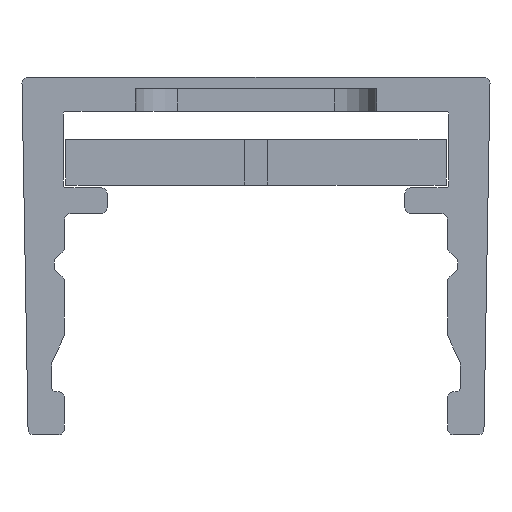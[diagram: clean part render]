
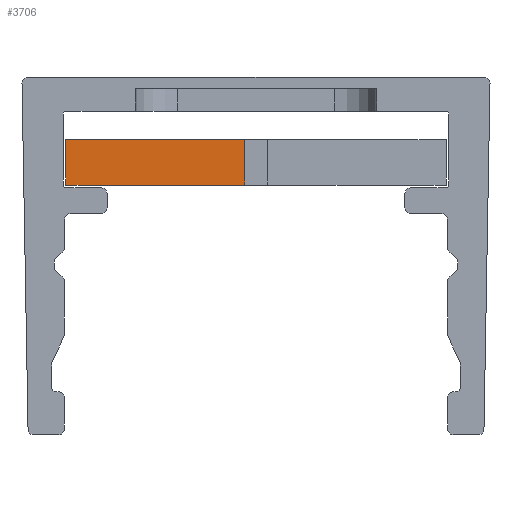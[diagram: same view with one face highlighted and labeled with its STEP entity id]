
A CAD part, front view. The second image highlights one B-rep face of the part: STEP entity #3706.
In plain terms, the highlighted planar face has unit normal (0, -1, 0).
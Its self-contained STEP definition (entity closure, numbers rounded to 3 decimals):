
#360=FACE_OUTER_BOUND('',#542,.T.);
#542=EDGE_LOOP('',(#3148,#3149,#3150,#3151,#3152,#3153));
#893=LINE('',#5913,#1293);
#913=LINE('',#5952,#1313);
#935=LINE('',#6008,#1335);
#936=LINE('',#6010,#1336);
#937=LINE('',#6012,#1337);
#938=LINE('',#6013,#1338);
#1293=VECTOR('',#4878,10.);
#1313=VECTOR('',#4914,10.);
#1335=VECTOR('',#4968,10.);
#1336=VECTOR('',#4969,10.);
#1337=VECTOR('',#4970,10.);
#1338=VECTOR('',#4971,10.);
#1662=VERTEX_POINT('',#5910);
#1663=VERTEX_POINT('',#5912);
#1674=VERTEX_POINT('',#5950);
#1692=VERTEX_POINT('',#6007);
#1693=VERTEX_POINT('',#6009);
#1694=VERTEX_POINT('',#6011);
#2147=EDGE_CURVE('',#1663,#1662,#893,.T.);
#2167=EDGE_CURVE('',#1662,#1674,#913,.T.);
#2195=EDGE_CURVE('',#1674,#1692,#935,.T.);
#2196=EDGE_CURVE('',#1692,#1693,#936,.T.);
#2197=EDGE_CURVE('',#1693,#1694,#937,.T.);
#2198=EDGE_CURVE('',#1694,#1663,#938,.T.);
#3148=ORIENTED_EDGE('',*,*,#2167,.T.);
#3149=ORIENTED_EDGE('',*,*,#2195,.T.);
#3150=ORIENTED_EDGE('',*,*,#2196,.T.);
#3151=ORIENTED_EDGE('',*,*,#2197,.T.);
#3152=ORIENTED_EDGE('',*,*,#2198,.T.);
#3153=ORIENTED_EDGE('',*,*,#2147,.T.);
#3353=PLANE('',#4019);
#3706=ADVANCED_FACE('',(#360),#3353,.T.);
#4019=AXIS2_PLACEMENT_3D('',#6006,#4966,#4967);
#4878=DIRECTION('',(1.,0.,0.));
#4914=DIRECTION('',(0.,0.,1.));
#4966=DIRECTION('center_axis',(0.,-1.,0.));
#4967=DIRECTION('ref_axis',(-1.,0.,0.));
#4968=DIRECTION('',(-1.,0.,0.));
#4969=DIRECTION('',(0.,0.,-1.));
#4970=DIRECTION('',(1.,0.,0.));
#4971=DIRECTION('',(0.,0.,1.));
#5910=CARTESIAN_POINT('',(-0.4,-598.4,-3.799));
#5912=CARTESIAN_POINT('',(-4.1,-598.4,-3.799));
#5913=CARTESIAN_POINT('',(-4.45,-598.4,-3.799));
#5950=CARTESIAN_POINT('',(-0.4,-598.4,-2.2));
#5952=CARTESIAN_POINT('',(-0.4,-598.4,-3.));
#6006=CARTESIAN_POINT('Origin',(-6.7,-598.4,-2.2));
#6007=CARTESIAN_POINT('',(-6.7,-598.4,-2.2));
#6008=CARTESIAN_POINT('',(6.7,-598.4,-2.2));
#6009=CARTESIAN_POINT('',(-6.7,-598.4,-3.8));
#6010=CARTESIAN_POINT('',(-6.7,-598.4,-2.2));
#6011=CARTESIAN_POINT('',(-4.1,-598.4,-3.8));
#6012=CARTESIAN_POINT('',(6.7,-598.4,-3.8));
#6013=CARTESIAN_POINT('',(-4.1,-598.4,-3.));
